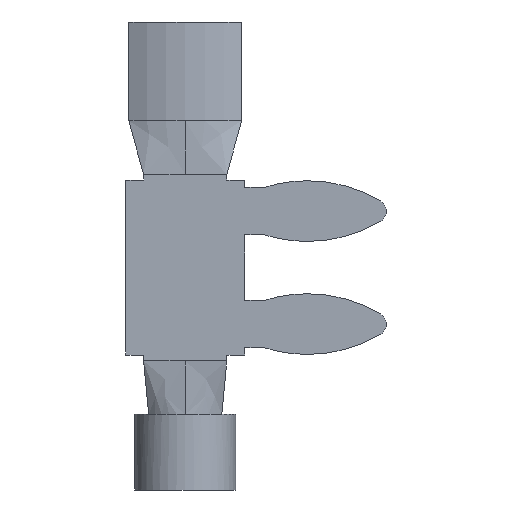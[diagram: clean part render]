
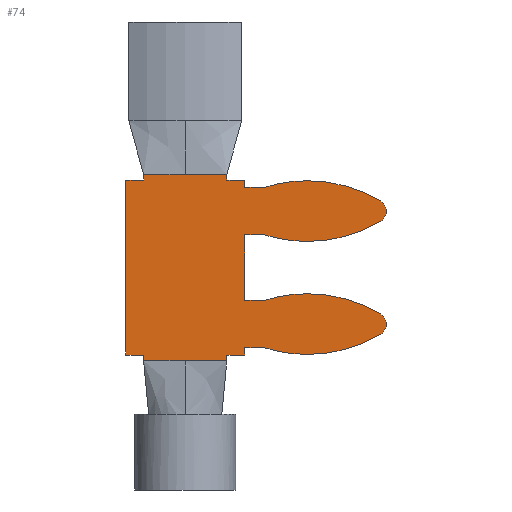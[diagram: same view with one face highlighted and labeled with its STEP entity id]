
A CAD part, front view. The second image highlights one B-rep face of the part: STEP entity #74.
In plain terms, the highlighted planar face has unit normal (0, -1, 0).
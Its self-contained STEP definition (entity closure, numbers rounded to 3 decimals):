
#74=ADVANCED_FACE('',(#173),#174,.F.);
#173=FACE_OUTER_BOUND('',#574,.T.);
#174=PLANE('',#575);
#574=EDGE_LOOP('',(#892,#893,#894,#895,#896,#897,#898,#899,#900,#901,#902,#903,#904,#905,#906,#907,#908,#909,#910,#911,#912,#913,#914,#915,#916,#917,#918,#919,#920,#921));
#575=AXIS2_PLACEMENT_3D('',#922,#923,#924);
#892=ORIENTED_EDGE('',*,*,#1331,.F.);
#893=ORIENTED_EDGE('',*,*,#1332,.F.);
#894=ORIENTED_EDGE('',*,*,#1333,.F.);
#895=ORIENTED_EDGE('',*,*,#1334,.F.);
#896=ORIENTED_EDGE('',*,*,#1335,.F.);
#897=ORIENTED_EDGE('',*,*,#1261,.T.);
#898=ORIENTED_EDGE('',*,*,#1256,.T.);
#899=ORIENTED_EDGE('',*,*,#1336,.F.);
#900=ORIENTED_EDGE('',*,*,#1337,.F.);
#901=ORIENTED_EDGE('',*,*,#1338,.F.);
#902=ORIENTED_EDGE('',*,*,#1339,.F.);
#903=ORIENTED_EDGE('',*,*,#1214,.F.);
#904=ORIENTED_EDGE('',*,*,#1340,.F.);
#905=ORIENTED_EDGE('',*,*,#1341,.F.);
#906=ORIENTED_EDGE('',*,*,#1342,.F.);
#907=ORIENTED_EDGE('',*,*,#1220,.F.);
#908=ORIENTED_EDGE('',*,*,#1343,.F.);
#909=ORIENTED_EDGE('',*,*,#1344,.F.);
#910=ORIENTED_EDGE('',*,*,#1345,.F.);
#911=ORIENTED_EDGE('',*,*,#1222,.F.);
#912=ORIENTED_EDGE('',*,*,#1346,.F.);
#913=ORIENTED_EDGE('',*,*,#1347,.F.);
#914=ORIENTED_EDGE('',*,*,#1348,.F.);
#915=ORIENTED_EDGE('',*,*,#1228,.F.);
#916=ORIENTED_EDGE('',*,*,#1349,.F.);
#917=ORIENTED_EDGE('',*,*,#1350,.F.);
#918=ORIENTED_EDGE('',*,*,#1351,.F.);
#919=ORIENTED_EDGE('',*,*,#1352,.F.);
#920=ORIENTED_EDGE('',*,*,#1330,.F.);
#921=ORIENTED_EDGE('',*,*,#1328,.F.);
#922=CARTESIAN_POINT('',(0.0,0.0,0.0));
#923=DIRECTION('',(-0.0,1.0,0.0));
#924=DIRECTION('',(1.0,0.0,0.0));
#1214=EDGE_CURVE('',#1394,#1397,#1398,.T.);
#1220=EDGE_CURVE('',#1407,#1403,#1409,.T.);
#1222=EDGE_CURVE('',#1410,#1413,#1414,.T.);
#1228=EDGE_CURVE('',#1423,#1419,#1425,.T.);
#1256=EDGE_CURVE('',#1475,#1472,#1476,.T.);
#1261=EDGE_CURVE('',#1482,#1475,#1483,.T.);
#1328=EDGE_CURVE('',#1594,#1596,#1597,.T.);
#1330=EDGE_CURVE('',#1596,#1560,#1599,.T.);
#1331=EDGE_CURVE('',#1600,#1594,#1601,.T.);
#1332=EDGE_CURVE('',#1602,#1600,#1603,.T.);
#1333=EDGE_CURVE('',#1604,#1602,#1605,.T.);
#1334=EDGE_CURVE('',#1606,#1604,#1607,.T.);
#1335=EDGE_CURVE('',#1482,#1606,#1608,.T.);
#1336=EDGE_CURVE('',#1609,#1472,#1610,.T.);
#1337=EDGE_CURVE('',#1611,#1609,#1612,.T.);
#1338=EDGE_CURVE('',#1613,#1611,#1614,.T.);
#1339=EDGE_CURVE('',#1397,#1613,#1615,.T.);
#1340=EDGE_CURVE('',#1616,#1394,#1617,.T.);
#1341=EDGE_CURVE('',#1618,#1616,#1619,.T.);
#1342=EDGE_CURVE('',#1403,#1618,#1620,.T.);
#1343=EDGE_CURVE('',#1621,#1407,#1622,.T.);
#1344=EDGE_CURVE('',#1623,#1621,#1624,.T.);
#1345=EDGE_CURVE('',#1413,#1623,#1625,.T.);
#1346=EDGE_CURVE('',#1626,#1410,#1627,.T.);
#1347=EDGE_CURVE('',#1628,#1626,#1629,.T.);
#1348=EDGE_CURVE('',#1419,#1628,#1630,.T.);
#1349=EDGE_CURVE('',#1631,#1423,#1632,.T.);
#1350=EDGE_CURVE('',#1633,#1631,#1634,.T.);
#1351=EDGE_CURVE('',#1635,#1633,#1636,.T.);
#1352=EDGE_CURVE('',#1560,#1635,#1637,.T.);
#1394=VERTEX_POINT('',#1689);
#1397=VERTEX_POINT('',#1693);
#1398=CIRCLE('',#1694,2.4);
#1403=VERTEX_POINT('',#1700);
#1407=VERTEX_POINT('',#1705);
#1409=CIRCLE('',#1708,2.4);
#1410=VERTEX_POINT('',#1709);
#1413=VERTEX_POINT('',#1713);
#1414=CIRCLE('',#1714,2.4);
#1419=VERTEX_POINT('',#1720);
#1423=VERTEX_POINT('',#1725);
#1425=CIRCLE('',#1728,2.4);
#1472=VERTEX_POINT('',#1788);
#1475=VERTEX_POINT('',#1793);
#1476=LINE('',#1794,#1795);
#1482=VERTEX_POINT('',#1802);
#1483=LINE('',#1803,#1804);
#1560=VERTEX_POINT('',#1912);
#1594=VERTEX_POINT('',#1959);
#1596=VERTEX_POINT('',#1962);
#1597=LINE('',#1963,#1964);
#1599=LINE('',#1967,#1968);
#1600=VERTEX_POINT('',#1969);
#1601=LINE('',#1970,#1971);
#1602=VERTEX_POINT('',#1972);
#1603=LINE('',#1973,#1974);
#1604=VERTEX_POINT('',#1975);
#1605=LINE('',#1976,#1977);
#1606=VERTEX_POINT('',#1978);
#1607=LINE('',#1979,#1980);
#1608=LINE('',#1981,#1982);
#1609=VERTEX_POINT('',#1983);
#1610=LINE('',#1984,#1985);
#1611=VERTEX_POINT('',#1986);
#1612=LINE('',#1987,#1988);
#1613=VERTEX_POINT('',#1989);
#1614=LINE('',#1990,#1991);
#1615=LINE('',#1992,#1993);
#1616=VERTEX_POINT('',#1994);
#1617=CIRCLE('',#1995,2.4);
#1618=VERTEX_POINT('',#1996);
#1619=CIRCLE('',#1997,0.2);
#1620=CIRCLE('',#1998,2.4);
#1621=VERTEX_POINT('',#1999);
#1622=LINE('',#2000,#2001);
#1623=VERTEX_POINT('',#2002);
#1624=LINE('',#2003,#2004);
#1625=LINE('',#2005,#2006);
#1626=VERTEX_POINT('',#2007);
#1627=CIRCLE('',#2008,2.4);
#1628=VERTEX_POINT('',#2009);
#1629=CIRCLE('',#2010,0.2);
#1630=CIRCLE('',#2011,2.4);
#1631=VERTEX_POINT('',#2012);
#1632=LINE('',#2013,#2014);
#1633=VERTEX_POINT('',#2015);
#1634=LINE('',#2016,#2017);
#1635=VERTEX_POINT('',#2018);
#1636=LINE('',#2019,#2020);
#1637=LINE('',#2021,#2022);
#1689=CARTESIAN_POINT('',(2.054,0.0,-1.46));
#1693=CARTESIAN_POINT('',(1.336,0.0,-1.35));
#1694=AXIS2_PLACEMENT_3D('',#2110,#2111,#2112);
#1700=CARTESIAN_POINT('',(2.054,0.0,-0.44));
#1705=CARTESIAN_POINT('',(1.336,0.0,-0.55));
#1708=AXIS2_PLACEMENT_3D('',#2122,#2123,#2124);
#1709=CARTESIAN_POINT('',(2.054,0.0,0.44));
#1713=CARTESIAN_POINT('',(1.336,0.0,0.55));
#1714=AXIS2_PLACEMENT_3D('',#2126,#2127,#2128);
#1720=CARTESIAN_POINT('',(2.054,0.0,1.46));
#1725=CARTESIAN_POINT('',(1.336,0.0,1.35));
#1728=AXIS2_PLACEMENT_3D('',#2138,#2139,#2140);
#1788=CARTESIAN_POINT('',(0.7,0.0,-1.57));
#1793=CARTESIAN_POINT('',(0.0,0.0,-1.57));
#1794=CARTESIAN_POINT('',(0.0,0.0,-1.57));
#1795=VECTOR('',#2192,0.7);
#1802=CARTESIAN_POINT('',(-0.7,0.0,-1.57));
#1803=CARTESIAN_POINT('',(-0.7,0.0,-1.57));
#1804=VECTOR('',#2203,0.7);
#1912=CARTESIAN_POINT('',(0.7,0.0,1.57));
#1959=CARTESIAN_POINT('',(-0.7,0.0,1.57));
#1962=CARTESIAN_POINT('',(0.0,0.0,1.57));
#1963=CARTESIAN_POINT('',(-0.7,0.0,1.57));
#1964=VECTOR('',#2312,0.7);
#1967=CARTESIAN_POINT('',(0.0,0.0,1.57));
#1968=VECTOR('',#2314,0.7);
#1969=CARTESIAN_POINT('',(-0.7,0.0,1.47));
#1970=CARTESIAN_POINT('',(-0.7,0.0,1.47));
#1971=VECTOR('',#2315,0.1);
#1972=CARTESIAN_POINT('',(-1.0,0.0,1.47));
#1973=CARTESIAN_POINT('',(-1.0,0.0,1.47));
#1974=VECTOR('',#2316,0.3);
#1975=CARTESIAN_POINT('',(-1.0,0.0,-1.47));
#1976=CARTESIAN_POINT('',(-1.0,0.0,-1.47));
#1977=VECTOR('',#2317,2.94);
#1978=CARTESIAN_POINT('',(-0.7,0.0,-1.47));
#1979=CARTESIAN_POINT('',(-0.7,0.0,-1.47));
#1980=VECTOR('',#2318,0.3);
#1981=CARTESIAN_POINT('',(-0.7,0.0,-1.57));
#1982=VECTOR('',#2319,0.1);
#1983=CARTESIAN_POINT('',(0.7,0.0,-1.47));
#1984=CARTESIAN_POINT('',(0.7,0.0,-1.47));
#1985=VECTOR('',#2320,0.1);
#1986=CARTESIAN_POINT('',(1.0,0.0,-1.47));
#1987=CARTESIAN_POINT('',(1.0,0.0,-1.47));
#1988=VECTOR('',#2321,0.3);
#1989=CARTESIAN_POINT('',(1.0,0.0,-1.35));
#1990=CARTESIAN_POINT('',(1.0,0.0,-1.35));
#1991=VECTOR('',#2322,0.12);
#1992=CARTESIAN_POINT('',(1.336,0.0,-1.35));
#1993=VECTOR('',#2323,0.336);
#1994=CARTESIAN_POINT('',(3.282,0.0,-1.122));
#1995=AXIS2_PLACEMENT_3D('',#2324,#2325,#2326);
#1996=CARTESIAN_POINT('',(3.282,0.0,-0.778));
#1997=AXIS2_PLACEMENT_3D('',#2327,#2328,#2329);
#1998=AXIS2_PLACEMENT_3D('',#2330,#2331,#2332);
#1999=CARTESIAN_POINT('',(1.0,0.0,-0.55));
#2000=CARTESIAN_POINT('',(1.0,0.0,-0.55));
#2001=VECTOR('',#2333,0.336);
#2002=CARTESIAN_POINT('',(1.0,0.0,0.55));
#2003=CARTESIAN_POINT('',(1.0,0.0,0.55));
#2004=VECTOR('',#2334,1.1);
#2005=CARTESIAN_POINT('',(1.336,0.0,0.55));
#2006=VECTOR('',#2335,0.336);
#2007=CARTESIAN_POINT('',(3.282,0.0,0.778));
#2008=AXIS2_PLACEMENT_3D('',#2336,#2337,#2338);
#2009=CARTESIAN_POINT('',(3.282,0.0,1.122));
#2010=AXIS2_PLACEMENT_3D('',#2339,#2340,#2341);
#2011=AXIS2_PLACEMENT_3D('',#2342,#2343,#2344);
#2012=CARTESIAN_POINT('',(1.0,0.0,1.35));
#2013=CARTESIAN_POINT('',(1.0,0.0,1.35));
#2014=VECTOR('',#2345,0.336);
#2015=CARTESIAN_POINT('',(1.0,0.0,1.47));
#2016=CARTESIAN_POINT('',(1.0,0.0,1.47));
#2017=VECTOR('',#2346,0.12);
#2018=CARTESIAN_POINT('',(0.7,0.0,1.47));
#2019=CARTESIAN_POINT('',(0.7,0.0,1.47));
#2020=VECTOR('',#2347,0.3);
#2021=CARTESIAN_POINT('',(0.7,0.0,1.57));
#2022=VECTOR('',#2348,0.1);
#2110=CARTESIAN_POINT('',(2.054,0.0,0.94));
#2111=DIRECTION('',(0.0,1.0,0.0));
#2112=DIRECTION('',(0.512,0.0,-0.859));
#2122=CARTESIAN_POINT('',(2.054,0.0,-2.84));
#2123=DIRECTION('',(0.0,1.0,0.0));
#2124=DIRECTION('',(-0.299,0.0,0.954));
#2126=CARTESIAN_POINT('',(2.054,0.0,2.84));
#2127=DIRECTION('',(0.0,1.0,0.0));
#2128=DIRECTION('',(0.512,0.0,-0.859));
#2138=CARTESIAN_POINT('',(2.054,0.0,-0.94));
#2139=DIRECTION('',(0.0,1.0,0.0));
#2140=DIRECTION('',(-0.299,0.0,0.954));
#2192=DIRECTION('',(1.0,0.0,0.0));
#2203=DIRECTION('',(1.0,0.0,0.0));
#2312=DIRECTION('',(1.0,0.0,0.0));
#2314=DIRECTION('',(1.0,0.0,0.0));
#2315=DIRECTION('',(0.0,0.0,1.0));
#2316=DIRECTION('',(1.0,0.0,0.0));
#2317=DIRECTION('',(0.0,0.0,1.0));
#2318=DIRECTION('',(-1.0,0.0,0.0));
#2319=DIRECTION('',(0.0,0.0,1.0));
#2320=DIRECTION('',(0.0,0.0,-1.0));
#2321=DIRECTION('',(-1.0,0.0,0.0));
#2322=DIRECTION('',(0.0,0.0,-1.0));
#2323=DIRECTION('',(-1.0,0.0,0.0));
#2324=CARTESIAN_POINT('',(2.054,0.0,0.94));
#2325=DIRECTION('',(0.0,1.0,0.0));
#2326=DIRECTION('',(0.512,0.0,-0.859));
#2327=CARTESIAN_POINT('',(3.18,0.0,-0.95));
#2328=DIRECTION('',(-0.0,1.0,0.0));
#2329=DIRECTION('',(0.512,0.0,0.859));
#2330=CARTESIAN_POINT('',(2.054,0.0,-2.84));
#2331=DIRECTION('',(0.0,1.0,0.0));
#2332=DIRECTION('',(-0.299,0.0,0.954));
#2333=DIRECTION('',(1.0,0.0,0.0));
#2334=DIRECTION('',(0.0,0.0,-1.0));
#2335=DIRECTION('',(-1.0,0.0,0.0));
#2336=CARTESIAN_POINT('',(2.054,0.0,2.84));
#2337=DIRECTION('',(0.0,1.0,0.0));
#2338=DIRECTION('',(0.512,0.0,-0.859));
#2339=CARTESIAN_POINT('',(3.18,0.0,0.95));
#2340=DIRECTION('',(-0.0,1.0,0.0));
#2341=DIRECTION('',(0.512,0.0,0.859));
#2342=CARTESIAN_POINT('',(2.054,0.0,-0.94));
#2343=DIRECTION('',(0.0,1.0,0.0));
#2344=DIRECTION('',(-0.299,0.0,0.954));
#2345=DIRECTION('',(1.0,0.0,0.0));
#2346=DIRECTION('',(0.0,0.0,-1.0));
#2347=DIRECTION('',(1.0,0.0,0.0));
#2348=DIRECTION('',(0.0,0.0,-1.0));
